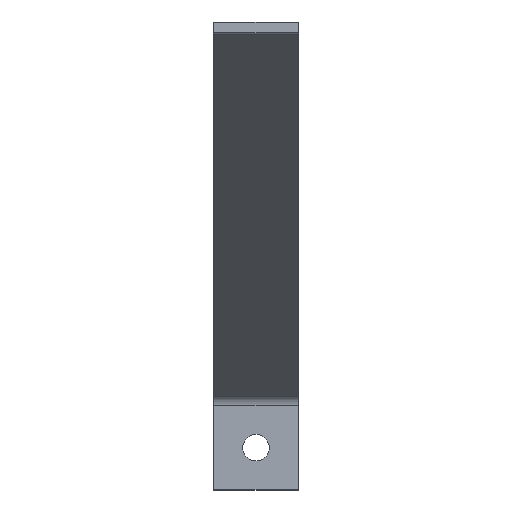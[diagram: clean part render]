
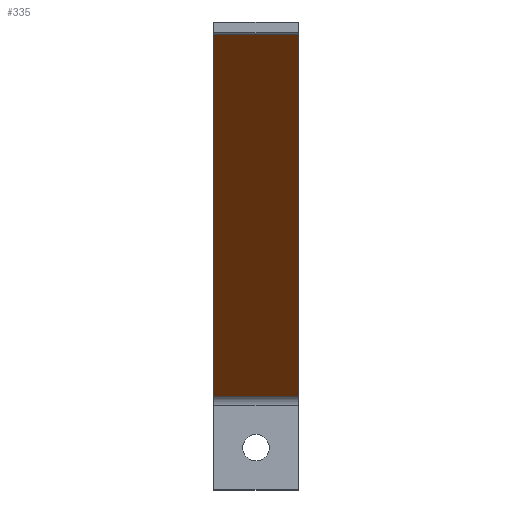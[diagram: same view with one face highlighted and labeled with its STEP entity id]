
A CAD part, front view. The second image highlights one B-rep face of the part: STEP entity #335.
In plain terms, the highlighted planar face has unit normal (0, -0.535, -0.845).
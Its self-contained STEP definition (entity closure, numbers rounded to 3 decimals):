
#31 = CARTESIAN_POINT ( 'NONE',  ( 20., 42.675, -5.776 ) ) ;
#46 = EDGE_CURVE ( 'NONE', #775, #349, #525, .T. ) ;
#79 = DIRECTION ( 'NONE',  ( 0., 0.845, -0.535 ) ) ;
#115 = CARTESIAN_POINT ( 'NONE',  ( 20., 312.675, -176.776 ) ) ;
#124 = DIRECTION ( 'NONE',  ( 0., 0.845, -0.535 ) ) ;
#129 = CARTESIAN_POINT ( 'NONE',  ( -20., 42.675, -5.776 ) ) ;
#138 = CARTESIAN_POINT ( 'NONE',  ( -20., 42.675, -5.776 ) ) ;
#141 = CARTESIAN_POINT ( 'NONE',  ( -20., 312.675, -176.776 ) ) ;
#145 = EDGE_CURVE ( 'NONE', #775, #411, #437, .T. ) ;
#149 = EDGE_CURVE ( 'NONE', #349, #343, #430, .T. ) ;
#157 = DIRECTION ( 'NONE',  ( 0., -0.845, 0.535 ) ) ;
#158 = EDGE_CURVE ( 'NONE', #411, #343, #424, .T. ) ;
#159 = DIRECTION ( 'NONE',  ( 0., 0.535, 0.845 ) ) ;
#166 = CARTESIAN_POINT ( 'NONE',  ( 20., 42.675, -5.776 ) ) ;
#170 = PLANE ( 'NONE',  #596 ) ;
#247 = CARTESIAN_POINT ( 'NONE',  ( 20., 312.675, -176.776 ) ) ;
#289 = DIRECTION ( 'NONE',  ( -1., 0., 0. ) ) ;
#335 = ADVANCED_FACE ( 'NONE', ( #373 ), #170, .F. ) ;
#343 = VERTEX_POINT ( 'NONE', #141 ) ;
#349 = VERTEX_POINT ( 'NONE', #115 ) ;
#373 = FACE_OUTER_BOUND ( 'NONE', #519, .T. ) ;
#411 = VERTEX_POINT ( 'NONE', #138 ) ;
#424 = LINE ( 'NONE', #129, #426 ) ;
#426 = VECTOR ( 'NONE', #124, 1000. ) ;
#430 = LINE ( 'NONE', #247, #434 ) ;
#434 = VECTOR ( 'NONE', #289, 1000. ) ;
#437 = LINE ( 'NONE', #459, #443 ) ;
#442 = DIRECTION ( 'NONE',  ( -1., 0., 0. ) ) ;
#443 = VECTOR ( 'NONE', #442, 1000. ) ;
#459 = CARTESIAN_POINT ( 'NONE',  ( 20., 42.675, -5.776 ) ) ;
#464 = ORIENTED_EDGE ( 'NONE', *, *, #149, .F. ) ;
#468 = ORIENTED_EDGE ( 'NONE', *, *, #145, .T. ) ;
#519 = EDGE_LOOP ( 'NONE', ( #619, #464, #671, #468 ) ) ;
#525 = LINE ( 'NONE', #31, #539 ) ;
#539 = VECTOR ( 'NONE', #79, 1000. ) ;
#566 = CARTESIAN_POINT ( 'NONE',  ( 20., 42.675, -5.776 ) ) ;
#596 = AXIS2_PLACEMENT_3D ( 'NONE', #166, #159, #157 ) ;
#619 = ORIENTED_EDGE ( 'NONE', *, *, #158, .T. ) ;
#671 = ORIENTED_EDGE ( 'NONE', *, *, #46, .F. ) ;
#775 = VERTEX_POINT ( 'NONE', #566 ) ;
